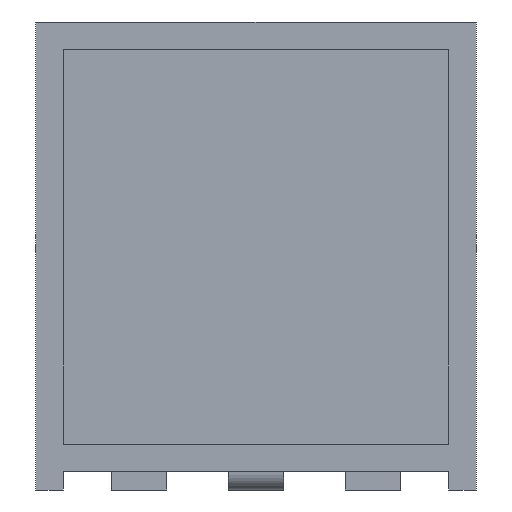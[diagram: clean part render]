
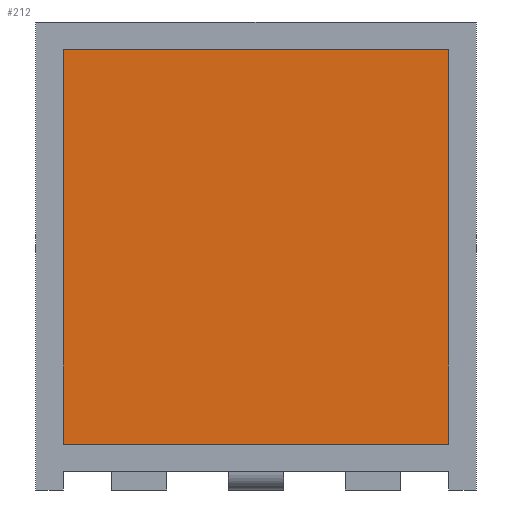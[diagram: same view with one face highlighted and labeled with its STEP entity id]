
A CAD part, front view. The second image highlights one B-rep face of the part: STEP entity #212.
In plain terms, the highlighted planar face has unit normal (0, -1, 0).
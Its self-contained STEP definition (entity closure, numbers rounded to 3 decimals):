
#80=CARTESIAN_POINT('',(2.1,-1.7,4.8));
#81=VERTEX_POINT('',#80);
#88=CARTESIAN_POINT('',(2.1,-1.7,0.5));
#89=VERTEX_POINT('',#88);
#90=CARTESIAN_POINT('',(2.1,-1.7,0.5));
#91=DIRECTION('',(0.0,0.0,1.0));
#92=VECTOR('',#91,4.3);
#93=LINE('',#90,#92);
#94=EDGE_CURVE('',#89,#81,#93,.T.);
#118=CARTESIAN_POINT('',(-2.1,-1.7,4.8));
#119=VERTEX_POINT('',#118);
#126=CARTESIAN_POINT('',(2.1,-1.7,4.8));
#127=DIRECTION('',(-1.0,0.0,0.0));
#128=VECTOR('',#127,4.2);
#129=LINE('',#126,#128);
#130=EDGE_CURVE('',#81,#119,#129,.T.);
#149=CARTESIAN_POINT('',(-2.1,-1.7,0.5));
#150=VERTEX_POINT('',#149);
#157=CARTESIAN_POINT('',(-2.1,-1.7,4.8));
#158=DIRECTION('',(0.0,0.0,-1.0));
#159=VECTOR('',#158,4.3);
#160=LINE('',#157,#159);
#161=EDGE_CURVE('',#119,#150,#160,.T.);
#179=CARTESIAN_POINT('',(-2.1,-1.7,0.5));
#180=DIRECTION('',(1.0,0.0,0.0));
#181=VECTOR('',#180,4.2);
#182=LINE('',#179,#181);
#183=EDGE_CURVE('',#150,#89,#182,.T.);
#201=CARTESIAN_POINT('',(0.,-1.7,2.65));
#202=DIRECTION('',(0.0,1.0,0.0));
#203=DIRECTION('',(0.0,0.0,1.0));
#204=AXIS2_PLACEMENT_3D('',#201,#202,#203);
#205=PLANE('',#204);
#206=ORIENTED_EDGE('',*,*,#183,.T.);
#207=ORIENTED_EDGE('',*,*,#94,.T.);
#208=ORIENTED_EDGE('',*,*,#130,.T.);
#209=ORIENTED_EDGE('',*,*,#161,.T.);
#210=EDGE_LOOP('',(#206,#207,#208,#209));
#211=FACE_OUTER_BOUND('',#210,.T.);
#212=ADVANCED_FACE('',(#211),#205,.F.);
